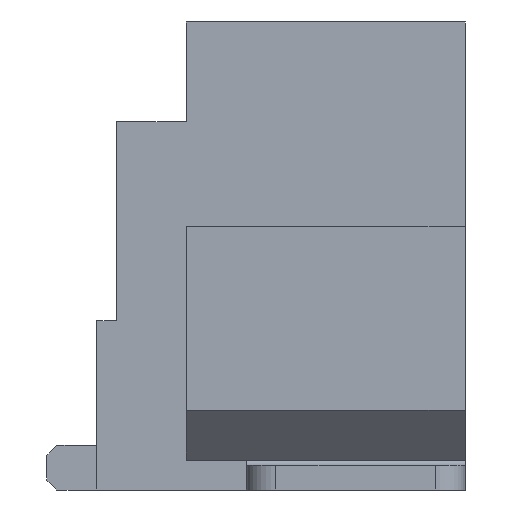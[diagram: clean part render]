
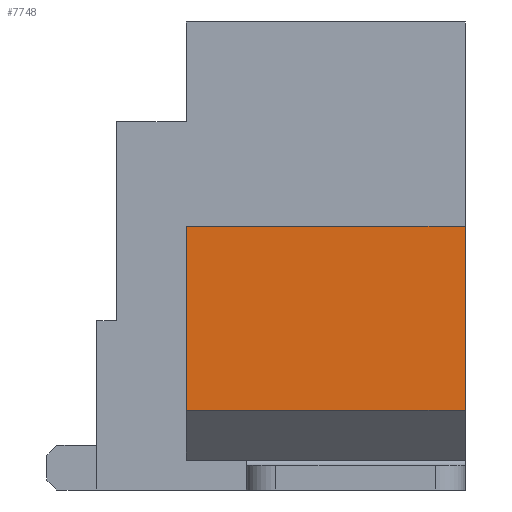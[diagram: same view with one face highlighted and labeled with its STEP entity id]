
A CAD part, left-side view. The second image highlights one B-rep face of the part: STEP entity #7748.
In plain terms, the highlighted planar face has unit normal (-1, 0, 0).
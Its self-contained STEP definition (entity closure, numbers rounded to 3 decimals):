
#44 = PLANE('',#45);
#45 = AXIS2_PLACEMENT_3D('',#46,#47,#48);
#46 = CARTESIAN_POINT('',(-5.25,-2.475,0.));
#47 = DIRECTION('',(0.,1.,0.));
#48 = DIRECTION('',(0.,0.,1.));
#454 = VERTEX_POINT('',#455);
#455 = CARTESIAN_POINT('',(-7.,-2.475,0.8));
#469 = PLANE('',#470);
#470 = AXIS2_PLACEMENT_3D('',#471,#472,#473);
#471 = CARTESIAN_POINT('',(-6.5,-2.475,0.3));
#472 = DIRECTION('',(0.707,0.,0.707));
#473 = DIRECTION('',(-0.707,0.,0.707));
#481 = EDGE_CURVE('',#454,#482,#484,.T.);
#482 = VERTEX_POINT('',#483);
#483 = CARTESIAN_POINT('',(-7.,-2.475,2.65));
#484 = SURFACE_CURVE('',#485,(#489,#496),.PCURVE_S1.);
#485 = LINE('',#486,#487);
#486 = CARTESIAN_POINT('',(-7.,-2.475,0.8));
#487 = VECTOR('',#488,1.);
#488 = DIRECTION('',(0.,0.,1.));
#489 = PCURVE('',#44,#490);
#490 = DEFINITIONAL_REPRESENTATION('',(#491),#495);
#491 = LINE('',#492,#493);
#492 = CARTESIAN_POINT('',(0.8,-1.75));
#493 = VECTOR('',#494,1.);
#494 = DIRECTION('',(1.,0.));
#495 = ( GEOMETRIC_REPRESENTATION_CONTEXT(2)
PARAMETRIC_REPRESENTATION_CONTEXT() REPRESENTATION_CONTEXT('2D SPACE',''
) );
#496 = PCURVE('',#497,#502);
#497 = PLANE('',#498);
#498 = AXIS2_PLACEMENT_3D('',#499,#500,#501);
#499 = CARTESIAN_POINT('',(-7.,-2.475,0.8));
#500 = DIRECTION('',(1.,0.,0.));
#501 = DIRECTION('',(0.,0.,1.));
#502 = DEFINITIONAL_REPRESENTATION('',(#503),#507);
#503 = LINE('',#504,#505);
#504 = CARTESIAN_POINT('',(0.,0.));
#505 = VECTOR('',#506,1.);
#506 = DIRECTION('',(1.,0.));
#507 = ( GEOMETRIC_REPRESENTATION_CONTEXT(2)
PARAMETRIC_REPRESENTATION_CONTEXT() REPRESENTATION_CONTEXT('2D SPACE',''
) );
#525 = PLANE('',#526);
#526 = AXIS2_PLACEMENT_3D('',#527,#528,#529);
#527 = CARTESIAN_POINT('',(-7.,-2.475,2.65));
#528 = DIRECTION('',(0.,0.,-1.));
#529 = DIRECTION('',(1.,0.,0.));
#3356 = PLANE('',#3357);
#3357 = AXIS2_PLACEMENT_3D('',#3358,#3359,#3360);
#3358 = CARTESIAN_POINT('',(-5.25,0.325,0.3));
#3359 = DIRECTION('',(0.,-1.,0.));
#3360 = DIRECTION('',(0.,0.,-1.));
#7703 = EDGE_CURVE('',#482,#7704,#7706,.T.);
#7704 = VERTEX_POINT('',#7705);
#7705 = CARTESIAN_POINT('',(-7.,0.325,2.65));
#7706 = SURFACE_CURVE('',#7707,(#7711,#7718),.PCURVE_S1.);
#7707 = LINE('',#7708,#7709);
#7708 = CARTESIAN_POINT('',(-7.,-2.475,2.65));
#7709 = VECTOR('',#7710,1.);
#7710 = DIRECTION('',(0.,1.,0.));
#7711 = PCURVE('',#525,#7712);
#7712 = DEFINITIONAL_REPRESENTATION('',(#7713),#7717);
#7713 = LINE('',#7714,#7715);
#7714 = CARTESIAN_POINT('',(0.,0.));
#7715 = VECTOR('',#7716,1.);
#7716 = DIRECTION('',(0.,-1.));
#7717 = ( GEOMETRIC_REPRESENTATION_CONTEXT(2)
PARAMETRIC_REPRESENTATION_CONTEXT() REPRESENTATION_CONTEXT('2D SPACE',''
) );
#7718 = PCURVE('',#497,#7719);
#7719 = DEFINITIONAL_REPRESENTATION('',(#7720),#7724);
#7720 = LINE('',#7721,#7722);
#7721 = CARTESIAN_POINT('',(1.85,0.));
#7722 = VECTOR('',#7723,1.);
#7723 = DIRECTION('',(0.,-1.));
#7724 = ( GEOMETRIC_REPRESENTATION_CONTEXT(2)
PARAMETRIC_REPRESENTATION_CONTEXT() REPRESENTATION_CONTEXT('2D SPACE',''
) );
#7748 = ADVANCED_FACE('',(#7749),#497,.F.);
#7749 = FACE_BOUND('',#7750,.F.);
#7750 = EDGE_LOOP('',(#7751,#7774,#7795,#7796));
#7751 = ORIENTED_EDGE('',*,*,#7752,.T.);
#7752 = EDGE_CURVE('',#454,#7753,#7755,.T.);
#7753 = VERTEX_POINT('',#7754);
#7754 = CARTESIAN_POINT('',(-7.,0.325,0.8));
#7755 = SURFACE_CURVE('',#7756,(#7760,#7767),.PCURVE_S1.);
#7756 = LINE('',#7757,#7758);
#7757 = CARTESIAN_POINT('',(-7.,-2.475,0.8));
#7758 = VECTOR('',#7759,1.);
#7759 = DIRECTION('',(0.,1.,0.));
#7760 = PCURVE('',#497,#7761);
#7761 = DEFINITIONAL_REPRESENTATION('',(#7762),#7766);
#7762 = LINE('',#7763,#7764);
#7763 = CARTESIAN_POINT('',(0.,0.));
#7764 = VECTOR('',#7765,1.);
#7765 = DIRECTION('',(0.,-1.));
#7766 = ( GEOMETRIC_REPRESENTATION_CONTEXT(2)
PARAMETRIC_REPRESENTATION_CONTEXT() REPRESENTATION_CONTEXT('2D SPACE',''
) );
#7767 = PCURVE('',#469,#7768);
#7768 = DEFINITIONAL_REPRESENTATION('',(#7769),#7773);
#7769 = LINE('',#7770,#7771);
#7770 = CARTESIAN_POINT('',(0.707,0.));
#7771 = VECTOR('',#7772,1.);
#7772 = DIRECTION('',(0.,-1.));
#7773 = ( GEOMETRIC_REPRESENTATION_CONTEXT(2)
PARAMETRIC_REPRESENTATION_CONTEXT() REPRESENTATION_CONTEXT('2D SPACE',''
) );
#7774 = ORIENTED_EDGE('',*,*,#7775,.T.);
#7775 = EDGE_CURVE('',#7753,#7704,#7776,.T.);
#7776 = SURFACE_CURVE('',#7777,(#7781,#7788),.PCURVE_S1.);
#7777 = LINE('',#7778,#7779);
#7778 = CARTESIAN_POINT('',(-7.,0.325,0.8));
#7779 = VECTOR('',#7780,1.);
#7780 = DIRECTION('',(0.,0.,1.));
#7781 = PCURVE('',#497,#7782);
#7782 = DEFINITIONAL_REPRESENTATION('',(#7783),#7787);
#7783 = LINE('',#7784,#7785);
#7784 = CARTESIAN_POINT('',(0.,-2.8));
#7785 = VECTOR('',#7786,1.);
#7786 = DIRECTION('',(1.,0.));
#7787 = ( GEOMETRIC_REPRESENTATION_CONTEXT(2)
PARAMETRIC_REPRESENTATION_CONTEXT() REPRESENTATION_CONTEXT('2D SPACE',''
) );
#7788 = PCURVE('',#3356,#7789);
#7789 = DEFINITIONAL_REPRESENTATION('',(#7790),#7794);
#7790 = LINE('',#7791,#7792);
#7791 = CARTESIAN_POINT('',(-0.5,-1.75));
#7792 = VECTOR('',#7793,1.);
#7793 = DIRECTION('',(-1.,0.));
#7794 = ( GEOMETRIC_REPRESENTATION_CONTEXT(2)
PARAMETRIC_REPRESENTATION_CONTEXT() REPRESENTATION_CONTEXT('2D SPACE',''
) );
#7795 = ORIENTED_EDGE('',*,*,#7703,.F.);
#7796 = ORIENTED_EDGE('',*,*,#481,.F.);
